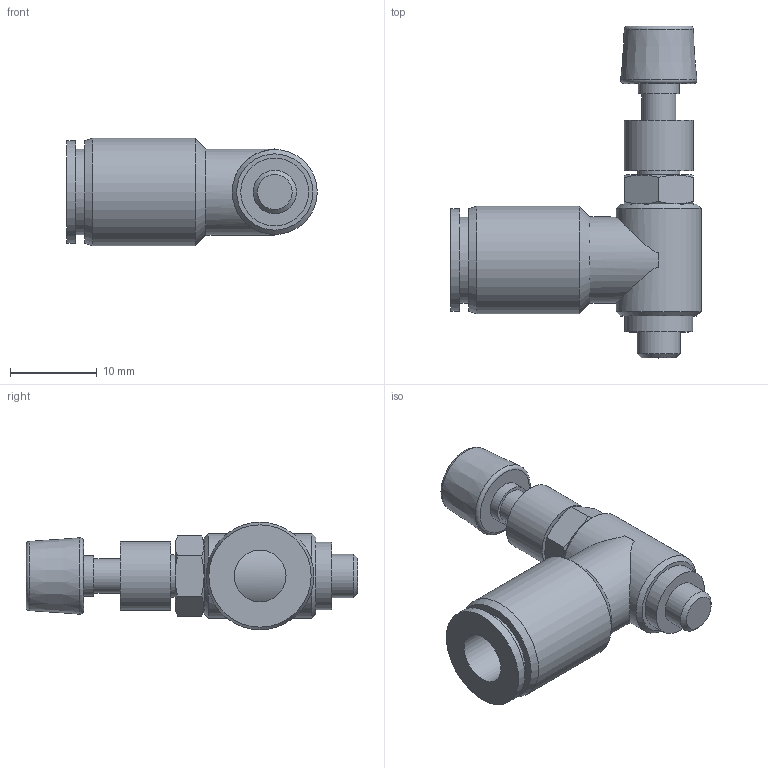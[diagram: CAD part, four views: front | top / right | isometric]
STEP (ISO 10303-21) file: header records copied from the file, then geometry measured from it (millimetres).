
FILE_DESCRIPTION(/* description */ ('STEP AP214'),/* implementation_level */ '2;1');
FILE_NAME(/* name */ '153500_LRLL-M5-QS-6',/* time_stamp */ '2024-08-30T14:09:55+02:00',/* author */ ('License CC BY-ND 4.0'),/* organization */ ('CADENAS'),/* preprocessor_version */ 'ST-DEVELOPER v19.3',/* originating_system */ 'PARTsolutions',/* authorisation */ ' ');
FILE_SCHEMA (('AUTOMOTIVE_DESIGN {1 0 10303 214 3 1 1}'));
Length unit declared in the file: millimetre
Products named in the file (1): 153500 LRLL-M5-QS-6---(0)
Bounding box: 28.9 x 38.3 x 12.4 mm (x, y, z)
Volume: 3620.1 mm3; surface area: 2466.3 mm2
Topology: 1 solids, 1 shells, 54 faces, 101 edges, 60 vertices
Faces by surface type: plane 21, cone 18, cylinder 13, torus 2
Full cylindrical faces by diameter (mm): 3.969 x1, 4.704 x1, 4.9 x1, 5 x1, 6 x1, 7.84 x1, 7.938 x1, 9.8 x1, 9.92 x1, 9.945 x1, 11.8 x1, 12.4 x1
Entity records: 1317 total; most frequent: CARTESIAN_POINT 315, DIRECTION 206, ORIENTED_EDGE 158, AXIS2_PLACEMENT_3D 99, EDGE_LOOP 86, FACE_BOUND 86, EDGE_CURVE 79, VERTEX_POINT 59
